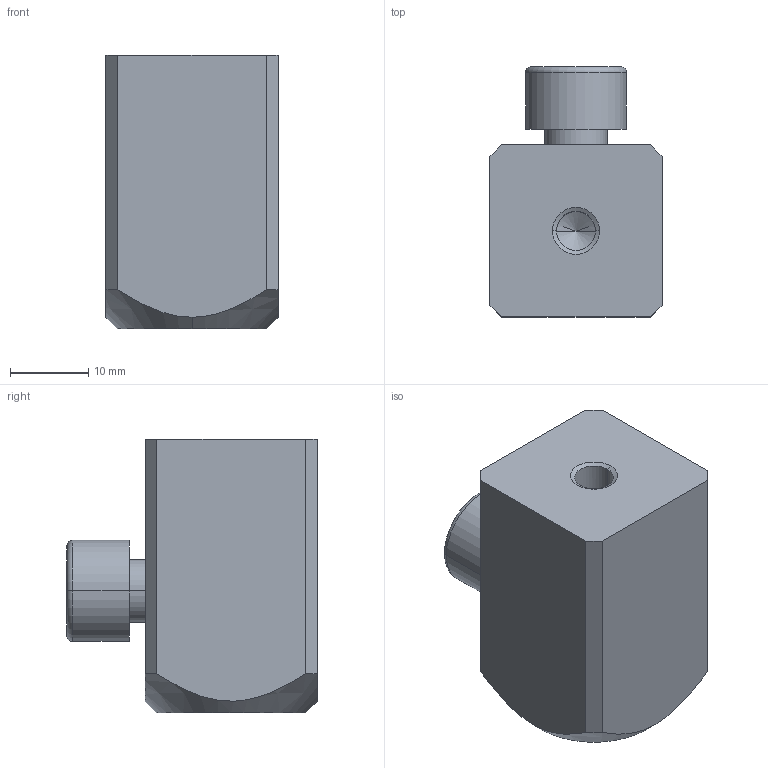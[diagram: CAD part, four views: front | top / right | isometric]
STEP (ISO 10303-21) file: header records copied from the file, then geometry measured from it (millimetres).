
FILE_DESCRIPTION(('Creo Elements/Direct Modeling STEP Export'),'2;1');
FILE_NAME('44.0110_Gewindeeinsatz-MMS-44_M6.stp','2022-03-21T 8:57:24',(''),(''),'PTC Creo Elements/Direct Modeling STEP processor for AP214 (Solid Model)','PTC Creo Elements/Direct Modeling 19.0C 15-Aug-2015 (C) Parametric Technology GmbH','');
FILE_SCHEMA(('AUTOMOTIVE_DESIGN { 1 0 10303 214 1 1 1 1 }'));
Length unit declared in the file: millimetre
Products named in the file (3): Gewindeeinsatz-MMS-44_M6_96.4031_PX173361; Spannschraube-MMS-4455_Verbinder_96.4005_PX171732.02; Gewindeeinsatz-MMS-44_M6_44.0110_PX173367
Assembly tree (2 placements, depth 2):
  Gewindeeinsatz-MMS-44_M6_44.0110_PX173367
    Spannschraube-MMS-4455_Verbinder_96.4005_PX171732.02
    Gewindeeinsatz-MMS-44_M6_96.4031_PX173361
Bounding box: 22 x 32 x 35 mm (x, y, z)
Volume: 16853.2 mm3; surface area: 5142.8 mm2
Topology: 2 solids, 2 shells, 48 faces, 121 edges, 75 vertices
Faces by surface type: plane 20, cone 14, cylinder 12, torus 2
Entity records: 2771 total; most frequent: CARTESIAN_POINT 1603, ORIENTED_EDGE 234, DIRECTION 192, EDGE_CURVE 117, VERTEX_POINT 75, AXIS2_PLACEMENT_3D 69, VECTOR 54, LINE 54
